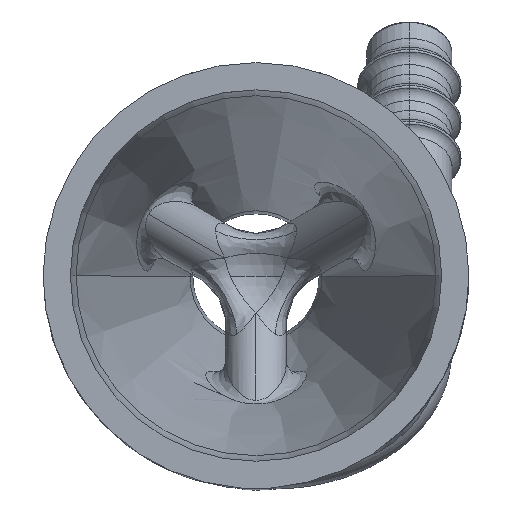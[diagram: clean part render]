
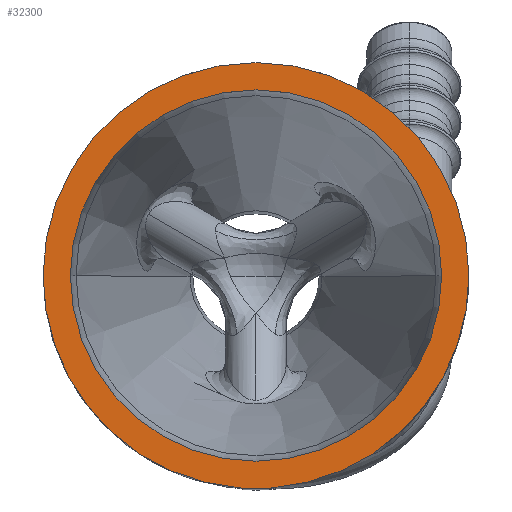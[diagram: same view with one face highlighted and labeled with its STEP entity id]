
A CAD part, top view. The second image highlights one B-rep face of the part: STEP entity #32300.
In plain terms, the highlighted planar face has unit normal (0, 0, 1).
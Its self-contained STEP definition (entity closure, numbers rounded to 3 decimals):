
#729 = LINE ( 'NONE', #20923, #22307 ) ;
#853 = CIRCLE ( 'NONE', #22272, 0.8 ) ;
#1295 = DIRECTION ( 'NONE',  ( 0., 0., 1. ) ) ;
#1510 = EDGE_CURVE ( 'NONE', #9582, #19756, #15159, .T. ) ;
#2546 = CARTESIAN_POINT ( 'NONE',  ( -1.056, -13.258, 0. ) ) ;
#2636 = EDGE_LOOP ( 'NONE', ( #28507, #33482 ) ) ;
#4091 = CARTESIAN_POINT ( 'NONE',  ( 0., 0., 0. ) ) ;
#4098 = CARTESIAN_POINT ( 'NONE',  ( -0.992, -12.461, 0. ) ) ;
#4323 = DIRECTION ( 'NONE',  ( 1., 0., 0. ) ) ;
#4528 = EDGE_LOOP ( 'NONE', ( #21228, #29318, #32291, #28050, #22839, #13165 ) ) ;
#5924 = CARTESIAN_POINT ( 'NONE',  ( 0., 0., 0. ) ) ;
#6090 = CIRCLE ( 'NONE', #25399, 12.5 ) ;
#6287 = VERTEX_POINT ( 'NONE', #18116 ) ;
#6777 = CARTESIAN_POINT ( 'NONE',  ( 0., 0., 0. ) ) ;
#7113 = AXIS2_PLACEMENT_3D ( 'NONE', #4091, #32597, #27087 ) ;
#7867 = VERTEX_POINT ( 'NONE', #4098 ) ;
#8150 = EDGE_CURVE ( 'NONE', #6287, #11330, #729, .T. ) ;
#8569 = DIRECTION ( 'NONE',  ( 0., 0., 1. ) ) ;
#9582 = VERTEX_POINT ( 'NONE', #31590 ) ;
#9750 = EDGE_CURVE ( 'NONE', #11361, #25999, #24326, .T. ) ;
#11330 = VERTEX_POINT ( 'NONE', #16879 ) ;
#11361 = VERTEX_POINT ( 'NONE', #21674 ) ;
#13162 = DIRECTION ( 'NONE',  ( 1., 0., 0. ) ) ;
#13165 = ORIENTED_EDGE ( 'NONE', *, *, #27836, .T. ) ;
#13389 = FACE_BOUND ( 'NONE', #2636, .T. ) ;
#13787 = DIRECTION ( 'NONE',  ( 0., 0., -1. ) ) ;
#14658 = DIRECTION ( 'NONE',  ( 1., 0., 0. ) ) ;
#15143 = CARTESIAN_POINT ( 'NONE',  ( 0., 0., 0. ) ) ;
#15159 = CIRCLE ( 'NONE', #20550, 12.5 ) ;
#15254 = DIRECTION ( 'NONE',  ( 0., 0., 1. ) ) ;
#15598 = AXIS2_PLACEMENT_3D ( 'NONE', #2546, #28835, #13162 ) ;
#16306 = CARTESIAN_POINT ( 'NONE',  ( -12.5, 0., 0. ) ) ;
#16879 = CARTESIAN_POINT ( 'NONE',  ( -0.8, -12.5, 0. ) ) ;
#18116 = CARTESIAN_POINT ( 'NONE',  ( 0.8, -12.5, 0. ) ) ;
#18931 = CARTESIAN_POINT ( 'NONE',  ( 0.992, -12.461, 0. ) ) ;
#19101 = DIRECTION ( 'NONE',  ( 1., 0., 0. ) ) ;
#19756 = VERTEX_POINT ( 'NONE', #16306 ) ;
#19870 = VERTEX_POINT ( 'NONE', #18931 ) ;
#20550 = AXIS2_PLACEMENT_3D ( 'NONE', #24612, #32392, #24718 ) ;
#20923 = CARTESIAN_POINT ( 'NONE',  ( 0.8, -12.5, 0. ) ) ;
#21098 = FACE_OUTER_BOUND ( 'NONE', #4528, .T. ) ;
#21228 = ORIENTED_EDGE ( 'NONE', *, *, #27980, .T. ) ;
#21674 = CARTESIAN_POINT ( 'NONE',  ( 10.9, 0., 0. ) ) ;
#22002 = DIRECTION ( 'NONE',  ( 1., 0., 0. ) ) ;
#22272 = AXIS2_PLACEMENT_3D ( 'NONE', #29476, #13787, #19101 ) ;
#22307 = VECTOR ( 'NONE', #29356, 1000. ) ;
#22839 = ORIENTED_EDGE ( 'NONE', *, *, #8150, .F. ) ;
#23109 = EDGE_CURVE ( 'NONE', #7867, #11330, #27808, .T. ) ;
#23459 = EDGE_CURVE ( 'NONE', #25999, #11361, #24182, .T. ) ;
#23689 = AXIS2_PLACEMENT_3D ( 'NONE', #15143, #15254, #25858 ) ;
#24087 = CIRCLE ( 'NONE', #26879, 12.5 ) ;
#24182 = CIRCLE ( 'NONE', #23689, 10.9 ) ;
#24326 = CIRCLE ( 'NONE', #32257, 10.9 ) ;
#24612 = CARTESIAN_POINT ( 'NONE',  ( 0., 0., 0. ) ) ;
#24718 = DIRECTION ( 'NONE',  ( 1., 0., 0. ) ) ;
#24948 = CARTESIAN_POINT ( 'NONE',  ( 0., 0., 0. ) ) ;
#25399 = AXIS2_PLACEMENT_3D ( 'NONE', #6777, #1295, #22002 ) ;
#25858 = DIRECTION ( 'NONE',  ( 1., 0., 0. ) ) ;
#25999 = VERTEX_POINT ( 'NONE', #27457 ) ;
#26879 = AXIS2_PLACEMENT_3D ( 'NONE', #5924, #8569, #14658 ) ;
#27087 = DIRECTION ( 'NONE',  ( 1., 0., 0. ) ) ;
#27457 = CARTESIAN_POINT ( 'NONE',  ( -10.9, 0., 0. ) ) ;
#27529 = DIRECTION ( 'NONE',  ( 0., 0., 1. ) ) ;
#27808 = CIRCLE ( 'NONE', #15598, 0.8 ) ;
#27836 = EDGE_CURVE ( 'NONE', #6287, #19870, #853, .T. ) ;
#27980 = EDGE_CURVE ( 'NONE', #19870, #9582, #24087, .T. ) ;
#28050 = ORIENTED_EDGE ( 'NONE', *, *, #23109, .T. ) ;
#28507 = ORIENTED_EDGE ( 'NONE', *, *, #9750, .F. ) ;
#28835 = DIRECTION ( 'NONE',  ( 0., 0., -1. ) ) ;
#29318 = ORIENTED_EDGE ( 'NONE', *, *, #1510, .T. ) ;
#29356 = DIRECTION ( 'NONE',  ( -1., 0., 0. ) ) ;
#29476 = CARTESIAN_POINT ( 'NONE',  ( 1.056, -13.258, 0. ) ) ;
#30855 = EDGE_CURVE ( 'NONE', #19756, #7867, #6090, .T. ) ;
#31590 = CARTESIAN_POINT ( 'NONE',  ( 12.5, 0., 0. ) ) ;
#32257 = AXIS2_PLACEMENT_3D ( 'NONE', #24948, #27529, #4323 ) ;
#32291 = ORIENTED_EDGE ( 'NONE', *, *, #30855, .T. ) ;
#32300 = ADVANCED_FACE ( 'NONE', ( #13389, #21098 ), #32840, .T. ) ;
#32392 = DIRECTION ( 'NONE',  ( 0., 0., 1. ) ) ;
#32597 = DIRECTION ( 'NONE',  ( 0., 0., 1. ) ) ;
#32840 = PLANE ( 'NONE',  #7113 ) ;
#33482 = ORIENTED_EDGE ( 'NONE', *, *, #23459, .F. ) ;
